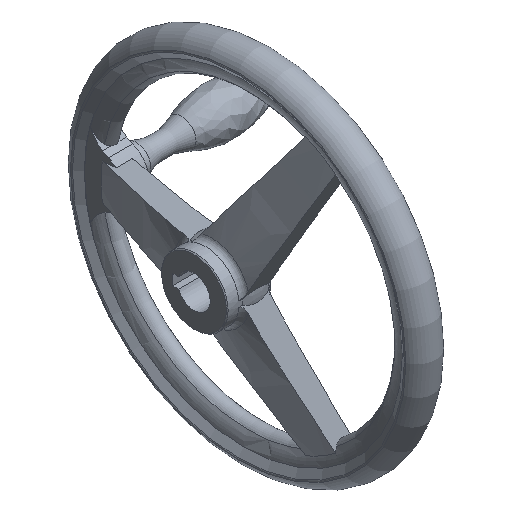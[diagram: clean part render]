
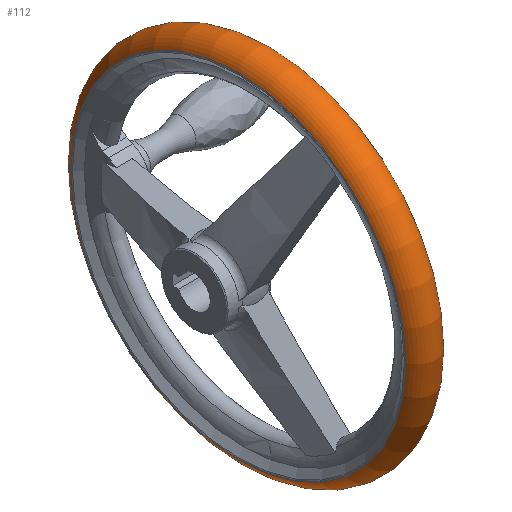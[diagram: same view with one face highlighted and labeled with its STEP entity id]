
A CAD part, isometric view. The second image highlights one B-rep face of the part: STEP entity #112.
In plain terms, the highlighted toroidal (fillet/blend) face has major radius 89.32 mm and minor radius 10.7 mm.
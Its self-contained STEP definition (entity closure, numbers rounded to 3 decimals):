
#112 = ADVANCED_FACE( '', ( #223, #224, #225 ), #226, .T. );
#223 = FACE_BOUND( '', #379, .T. );
#224 = FACE_OUTER_BOUND( '', #380, .T. );
#225 = FACE_OUTER_BOUND( '', #381, .T. );
#226 = TOROIDAL_SURFACE( '', #382, 89.32, 10.7 );
#379 = VERTEX_LOOP( '', #891 );
#380 = EDGE_LOOP( '', ( #892 ) );
#381 = EDGE_LOOP( '', ( #893 ) );
#382 = AXIS2_PLACEMENT_3D( '', #894, #895, #896 );
#891 = VERTEX_POINT( '', #1283 );
#892 = ORIENTED_EDGE( '', *, *, #1284, .T. );
#893 = ORIENTED_EDGE( '', *, *, #1285, .F. );
#894 = CARTESIAN_POINT( '', ( 34.5, 0., 0. ) );
#895 = DIRECTION( '', ( 1., 0., 0. ) );
#896 = DIRECTION( '', ( 0., 0., -1. ) );
#1283 = CARTESIAN_POINT( '', ( 34.5, 0., -100.02 ) );
#1284 = EDGE_CURVE( '', #1587, #1587, #1588, .T. );
#1285 = EDGE_CURVE( '', #1589, #1589, #1590, .T. );
#1587 = VERTEX_POINT( '', #2533 );
#1588 = CIRCLE( '', #2534, 93.35 );
#1589 = VERTEX_POINT( '', #2535 );
#1590 = CIRCLE( '', #2536, 93.35 );
#2533 = CARTESIAN_POINT( '', ( 24.588, 0., -93.35 ) );
#2534 = AXIS2_PLACEMENT_3D( '', #2892, #2893, #2894 );
#2535 = CARTESIAN_POINT( '', ( 44.412, 0., -93.35 ) );
#2536 = AXIS2_PLACEMENT_3D( '', #2895, #2896, #2897 );
#2892 = CARTESIAN_POINT( '', ( 24.588, 0., 0. ) );
#2893 = DIRECTION( '', ( 1., 0., 0. ) );
#2894 = DIRECTION( '', ( 0., 0., -1. ) );
#2895 = CARTESIAN_POINT( '', ( 44.412, 0., 0. ) );
#2896 = DIRECTION( '', ( 1., 0., 0. ) );
#2897 = DIRECTION( '', ( 0., 0., -1. ) );
